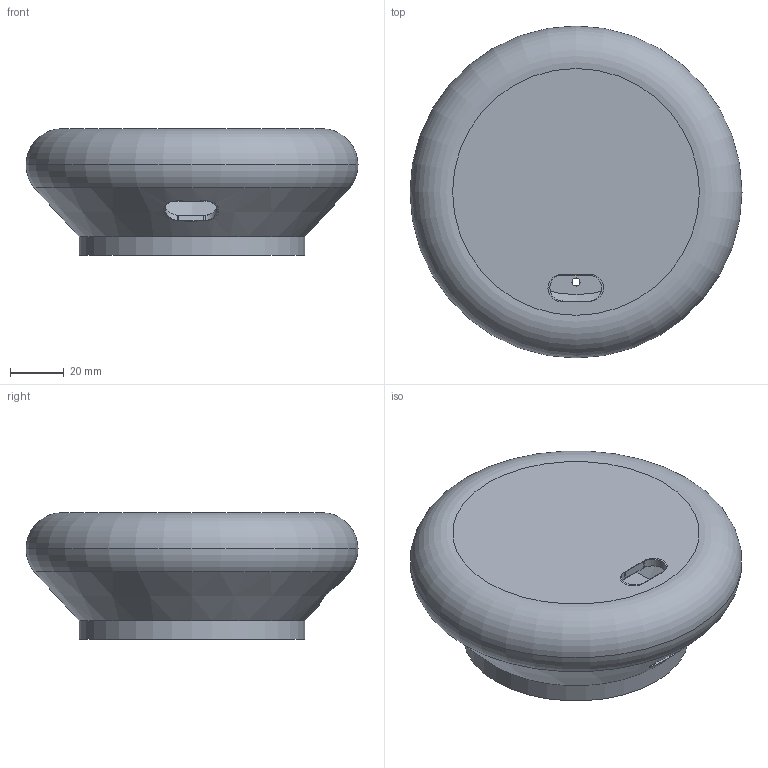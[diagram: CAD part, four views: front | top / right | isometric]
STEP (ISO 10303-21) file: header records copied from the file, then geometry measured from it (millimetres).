
FILE_DESCRIPTION(('TFLEX Exchange Step'),'2;1');
FILE_NAME('3D Сборка 2.stp', '2025-12-04T10:49:31+03:00',('student'),('Unknown organisation'),'TFLEX Exchange 2022.2','T-FLEX CAD','Unknown authorisation');
FILE_SCHEMA( ('AUTOMOTIVE_DESIGN { 1 0 10303 214 1 1 1 1 }') );
Length unit declared in the file: millimetre
Products named in the file (3): 3D фрагмент_2; 3D фрагмент_1; 3D Сборка 2
Assembly tree (2 placements, depth 2):
  3D Сборка 2
    3D фрагмент_2
    3D фрагмент_1
Bounding box: 123.75 x 123.75 x 47.2 mm (x, y, z)
Volume: 183291.6 mm3; surface area: 114699.2 mm2
Topology: 6 solids, 6 shells, 81 faces, 196 edges, 128 vertices
Faces by surface type: plane 52, cylinder 15, torus 8, cone 6
Full cylindrical faces by diameter (mm): 3 x2, 84.16 x1
Entity records: 3218 total; most frequent: CARTESIAN_POINT 1203, DIRECTION 406, ORIENTED_EDGE 392, EDGE_CURVE 196, AXIS2_PLACEMENT_3D 138, VECTOR 130, LINE 130, VERTEX_POINT 128
